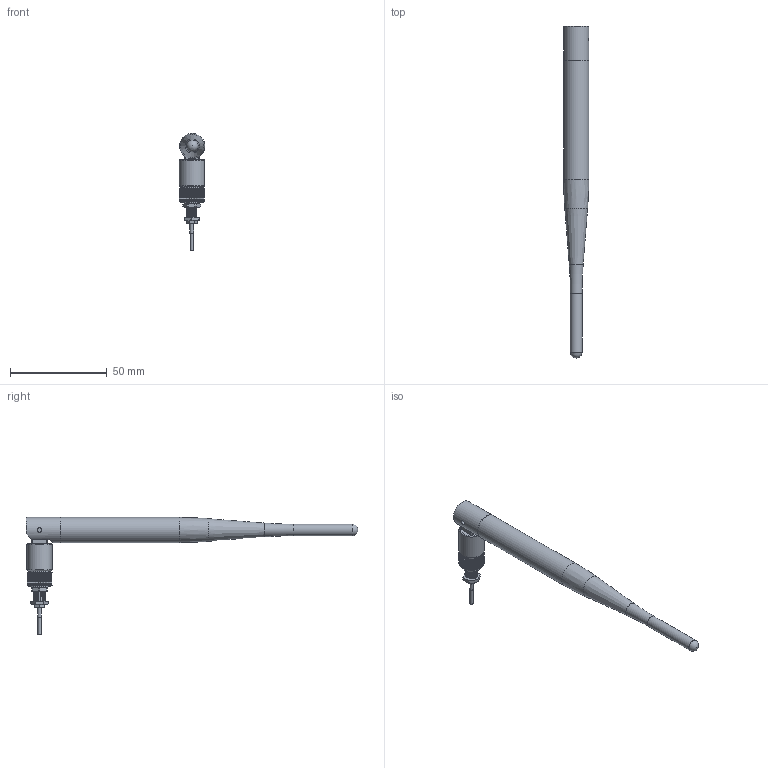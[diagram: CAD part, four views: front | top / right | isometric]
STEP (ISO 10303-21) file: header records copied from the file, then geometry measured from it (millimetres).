
FILE_DESCRIPTION(/* description */ (''),/* implementation_level */ '2;1');
FILE_NAME(/* name */ 'Antenna_assembly v4.step',/* time_stamp */ '2023-07-05T08:15:33+03:00',/* author */ (''),/* organization */ (''),/* preprocessor_version */ 'ST-DEVELOPER v19.2',/* originating_system */ 'Autodesk Translation Framework v12.6.0.85',/* authorisation */ '');
FILE_SCHEMA (('AUTOMOTIVE_DESIGN { 1 0 10303 214 3 1 1 }'));
Length unit declared in the file: millimetre
Products named in the file (6): Antenna_assembly; antenna_part_2; antenna_part_1; antenna_part_3; SMA_connector_part_1; SMA_connector_part_2
Assembly tree (5 placements, depth 2):
  Antenna_assembly
    antenna_part_2
    antenna_part_1
    antenna_part_3
    SMA_connector_part_1
    SMA_connector_part_2
Bounding box: 13.21 x 171.82 x 60.63 mm (x, y, z)
Volume: 16799.5 mm3; surface area: 9633 mm2
Topology: 5 solids, 5 shells, 513 faces, 1463 edges, 968 vertices
Faces by surface type: cylinder 249, plane 141, bspline 89, cone 26, torus 7, sphere 1
Full cylindrical faces by diameter (mm): 0.9 x1, 1.6 x1, 2 x1, 2.3 x2, 4.66 x1, 5.529 x2, 5.6 x1, 6 x1, 6.092 x1, 11.7 x2, 12.8 x1, 13 x3
Entity records: 22207 total; most frequent: CARTESIAN_POINT 9452, ORIENTED_EDGE 2922, DIRECTION 2264, EDGE_CURVE 1461, VERTEX_POINT 968, AXIS2_PLACEMENT_3D 795, LINE 674, VECTOR 674
